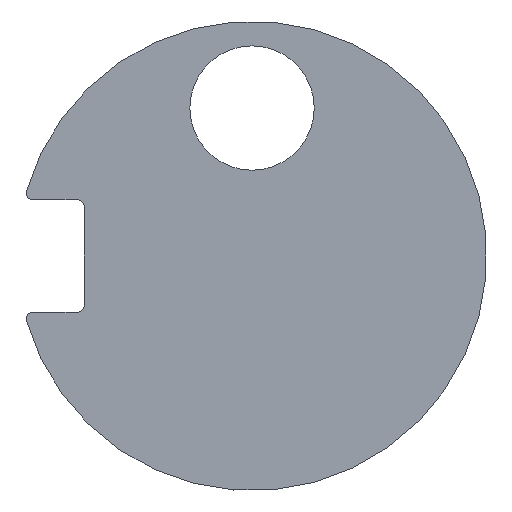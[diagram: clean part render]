
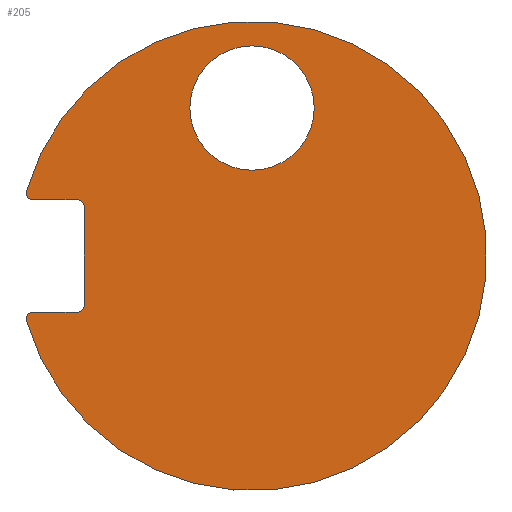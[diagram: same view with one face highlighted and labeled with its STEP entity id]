
A CAD part, front view. The second image highlights one B-rep face of the part: STEP entity #205.
In plain terms, the highlighted planar face has unit normal (0, -1, 0).
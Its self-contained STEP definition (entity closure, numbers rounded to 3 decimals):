
#2=CARTESIAN_POINT('',(0.,0.,15.76));
#3=DIRECTION('',(0.,1.,0.));
#4=DIRECTION('',(1.,0.,0.));
#5=AXIS2_PLACEMENT_3D('',#2,#3,#4);
#7=CARTESIAN_POINT('',(0.,0.,15.76));
#8=DIRECTION('',(0.,1.,0.));
#9=DIRECTION('',(-1.,0.,0.));
#10=AXIS2_PLACEMENT_3D('',#7,#8,#9);
#12=CARTESIAN_POINT('',(-23.391,0.,-6.675));
#13=DIRECTION('',(0.,-1.,0.));
#14=DIRECTION('',(0.,0.,1.));
#15=AXIS2_PLACEMENT_3D('',#12,#13,#14);
#17=DIRECTION('',(-1.,0.,0.));
#18=VECTOR('',#17,4.766);
#19=CARTESIAN_POINT('',(-18.625,0.,-6.));
#20=LINE('',#19,#18);
#21=DIRECTION('',(0.,0.,-1.));
#22=VECTOR('',#21,10.5);
#23=CARTESIAN_POINT('',(-17.875,0.,5.25));
#24=LINE('',#23,#22);
#25=DIRECTION('',(1.,0.,0.));
#26=VECTOR('',#25,4.766);
#27=CARTESIAN_POINT('',(-23.391,0.,6.));
#28=LINE('',#27,#26);
#29=CARTESIAN_POINT('',(-23.391,0.,6.675));
#30=DIRECTION('',(0.,-1.,0.));
#31=DIRECTION('',(-0.962,0.,0.274));
#32=AXIS2_PLACEMENT_3D('',#29,#30,#31);
#87=CARTESIAN_POINT('',(-18.625,0.,-5.25));
#88=DIRECTION('',(0.,1.,0.));
#89=DIRECTION('',(1.,0.,0.));
#90=AXIS2_PLACEMENT_3D('',#87,#88,#89);
#105=CARTESIAN_POINT('',(-18.625,0.,5.25));
#106=DIRECTION('',(0.,1.,0.));
#107=DIRECTION('',(0.,0.,1.));
#108=AXIS2_PLACEMENT_3D('',#105,#106,#107);
#122=CARTESIAN_POINT('',(0.,0.,0.));
#123=DIRECTION('',(0.,-1.,0.));
#124=DIRECTION('',(-0.962,0.,-0.274));
#125=AXIS2_PLACEMENT_3D('',#122,#123,#124);
#137=CARTESIAN_POINT('',(6.625,0.,15.76));
#139=VERTEX_POINT('',#137);
#141=CARTESIAN_POINT('',(-6.625,0.,15.76));
#143=VERTEX_POINT('',#141);
#145=CARTESIAN_POINT('',(-18.625,0.,-6.));
#147=VERTEX_POINT('',#145);
#149=CARTESIAN_POINT('',(-17.875,0.,-5.25));
#151=VERTEX_POINT('',#149);
#153=CARTESIAN_POINT('',(-17.875,0.,5.25));
#155=VERTEX_POINT('',#153);
#157=CARTESIAN_POINT('',(-18.625,0.,6.));
#159=VERTEX_POINT('',#157);
#164=CARTESIAN_POINT('',(-23.391,0.,-6.));
#165=VERTEX_POINT('',#164);
#166=CARTESIAN_POINT('',(-24.04,0.,-6.86));
#167=VERTEX_POINT('',#166);
#168=CARTESIAN_POINT('',(-24.04,0.,6.86));
#169=CARTESIAN_POINT('',(-23.391,0.,6.));
#170=VERTEX_POINT('',#168);
#171=VERTEX_POINT('',#169);
#176=CARTESIAN_POINT('',(0.,0.,0.));
#177=DIRECTION('',(0.,-1.,0.));
#178=DIRECTION('',(-1.,0.,0.));
#179=AXIS2_PLACEMENT_3D('',#176,#177,#178);
#180=PLANE('',#179);
#182=ORIENTED_EDGE('',*,*,#181,.F.);
#184=ORIENTED_EDGE('',*,*,#183,.F.);
#186=ORIENTED_EDGE('',*,*,#185,.F.);
#188=ORIENTED_EDGE('',*,*,#187,.F.);
#190=ORIENTED_EDGE('',*,*,#189,.F.);
#192=ORIENTED_EDGE('',*,*,#191,.F.);
#194=ORIENTED_EDGE('',*,*,#193,.F.);
#196=ORIENTED_EDGE('',*,*,#195,.F.);
#197=EDGE_LOOP('',(#182,#184,#186,#188,#190,#192,#194,#196));
#198=FACE_OUTER_BOUND('',#197,.F.);
#200=ORIENTED_EDGE('',*,*,#199,.F.);
#202=ORIENTED_EDGE('',*,*,#201,.F.);
#203=EDGE_LOOP('',(#200,#202));
#204=FACE_BOUND('',#203,.F.);
#205=ADVANCED_FACE('',(#198,#204),#180,.T.);
#6=CIRCLE('',#5,6.625);
#11=CIRCLE('',#10,6.625);
#16=CIRCLE('',#15,0.675);
#33=CIRCLE('',#32,0.675);
#91=CIRCLE('',#90,0.75);
#109=CIRCLE('',#108,0.75);
#126=CIRCLE('',#125,25.);
#181=EDGE_CURVE('',#165,#167,#16,.T.);
#183=EDGE_CURVE('',#147,#165,#20,.T.);
#185=EDGE_CURVE('',#151,#147,#91,.T.);
#187=EDGE_CURVE('',#155,#151,#24,.T.);
#189=EDGE_CURVE('',#159,#155,#109,.T.);
#191=EDGE_CURVE('',#171,#159,#28,.T.);
#193=EDGE_CURVE('',#170,#171,#33,.T.);
#195=EDGE_CURVE('',#167,#170,#126,.T.);
#199=EDGE_CURVE('',#139,#143,#6,.T.);
#201=EDGE_CURVE('',#143,#139,#11,.T.);
